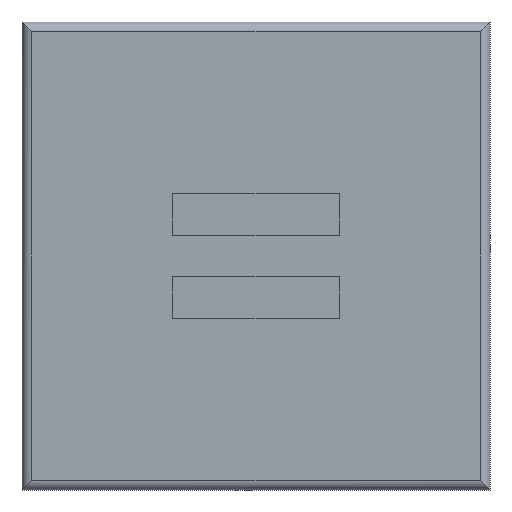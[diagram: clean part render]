
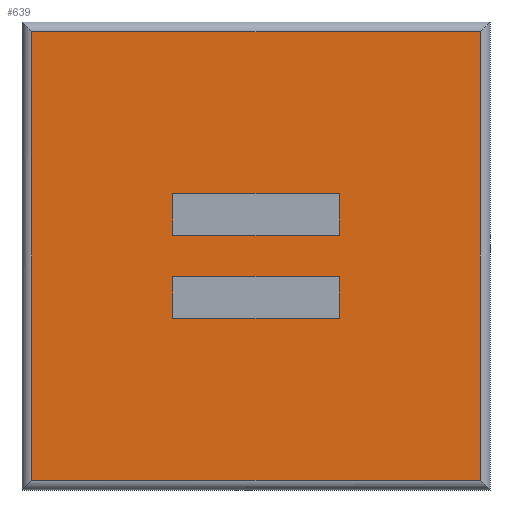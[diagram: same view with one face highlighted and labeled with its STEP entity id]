
A CAD part, front view. The second image highlights one B-rep face of the part: STEP entity #639.
In plain terms, the highlighted planar face has unit normal (0, -1, 0).
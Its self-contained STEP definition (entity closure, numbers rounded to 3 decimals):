
#23=FACE_BOUND('',#106,.T.);
#24=FACE_BOUND('',#107,.T.);
#37=PLANE('',#704);
#67=FACE_OUTER_BOUND('',#105,.T.);
#105=EDGE_LOOP('',(#469,#470,#471,#472));
#106=EDGE_LOOP('',(#473,#474,#475,#476));
#107=EDGE_LOOP('',(#477,#478,#479,#480));
#158=LINE('',#938,#230);
#159=LINE('',#942,#231);
#162=LINE('',#950,#234);
#164=LINE('',#954,#236);
#170=LINE('',#968,#242);
#171=LINE('',#970,#243);
#172=LINE('',#972,#244);
#173=LINE('',#973,#245);
#174=LINE('',#976,#246);
#175=LINE('',#978,#247);
#176=LINE('',#980,#248);
#177=LINE('',#981,#249);
#230=VECTOR('',#755,10.);
#231=VECTOR('',#760,10.);
#234=VECTOR('',#767,10.);
#236=VECTOR('',#773,10.);
#242=VECTOR('',#785,10.);
#243=VECTOR('',#786,10.);
#244=VECTOR('',#787,10.);
#245=VECTOR('',#788,10.);
#246=VECTOR('',#789,10.);
#247=VECTOR('',#790,10.);
#248=VECTOR('',#791,10.);
#249=VECTOR('',#792,10.);
#303=VERTEX_POINT('',#935);
#304=VERTEX_POINT('',#937);
#305=VERTEX_POINT('',#941);
#308=VERTEX_POINT('',#949);
#312=VERTEX_POINT('',#966);
#313=VERTEX_POINT('',#967);
#314=VERTEX_POINT('',#969);
#315=VERTEX_POINT('',#971);
#316=VERTEX_POINT('',#974);
#317=VERTEX_POINT('',#975);
#318=VERTEX_POINT('',#977);
#319=VERTEX_POINT('',#979);
#359=EDGE_CURVE('',#303,#304,#158,.T.);
#361=EDGE_CURVE('',#305,#303,#159,.T.);
#365=EDGE_CURVE('',#304,#308,#162,.T.);
#368=EDGE_CURVE('',#308,#305,#164,.T.);
#374=EDGE_CURVE('',#312,#313,#170,.T.);
#375=EDGE_CURVE('',#313,#314,#171,.T.);
#376=EDGE_CURVE('',#314,#315,#172,.T.);
#377=EDGE_CURVE('',#315,#312,#173,.T.);
#378=EDGE_CURVE('',#316,#317,#174,.T.);
#379=EDGE_CURVE('',#317,#318,#175,.T.);
#380=EDGE_CURVE('',#318,#319,#176,.T.);
#381=EDGE_CURVE('',#319,#316,#177,.T.);
#469=ORIENTED_EDGE('',*,*,#359,.F.);
#470=ORIENTED_EDGE('',*,*,#361,.F.);
#471=ORIENTED_EDGE('',*,*,#368,.F.);
#472=ORIENTED_EDGE('',*,*,#365,.F.);
#473=ORIENTED_EDGE('',*,*,#374,.T.);
#474=ORIENTED_EDGE('',*,*,#375,.T.);
#475=ORIENTED_EDGE('',*,*,#376,.T.);
#476=ORIENTED_EDGE('',*,*,#377,.T.);
#477=ORIENTED_EDGE('',*,*,#378,.T.);
#478=ORIENTED_EDGE('',*,*,#379,.T.);
#479=ORIENTED_EDGE('',*,*,#380,.T.);
#480=ORIENTED_EDGE('',*,*,#381,.T.);
#639=ADVANCED_FACE('',(#67,#23,#24),#37,.F.);
#704=AXIS2_PLACEMENT_3D('',#965,#783,#784);
#755=DIRECTION('',(0.,0.,1.));
#760=DIRECTION('',(-1.,0.,0.));
#767=DIRECTION('',(1.,0.,0.));
#773=DIRECTION('',(0.,0.,-1.));
#783=DIRECTION('center_axis',(0.,1.,0.));
#784=DIRECTION('ref_axis',(0.,0.,1.));
#785=DIRECTION('',(0.,0.,1.));
#786=DIRECTION('',(1.,0.,0.));
#787=DIRECTION('',(0.,0.,-1.));
#788=DIRECTION('',(-1.,0.,0.));
#789=DIRECTION('',(0.,0.,1.));
#790=DIRECTION('',(1.,0.,0.));
#791=DIRECTION('',(0.,0.,-1.));
#792=DIRECTION('',(-1.,0.,0.));
#935=CARTESIAN_POINT('',(-26.945,0.,-26.945));
#937=CARTESIAN_POINT('',(-26.945,0.,26.945));
#938=CARTESIAN_POINT('',(-26.945,0.,-14.072));
#941=CARTESIAN_POINT('',(26.945,0.,-26.945));
#942=CARTESIAN_POINT('',(14.072,0.,-26.945));
#949=CARTESIAN_POINT('',(26.945,0.,26.945));
#950=CARTESIAN_POINT('',(-14.072,0.,26.945));
#954=CARTESIAN_POINT('',(26.945,0.,14.072));
#965=CARTESIAN_POINT('Origin',(0.,0.,0.));
#966=CARTESIAN_POINT('',(-10.,0.,2.5));
#967=CARTESIAN_POINT('',(-10.,0.,7.5));
#968=CARTESIAN_POINT('',(-10.,0.,3.75));
#969=CARTESIAN_POINT('',(10.,0.,7.5));
#970=CARTESIAN_POINT('',(5.,0.,7.5));
#971=CARTESIAN_POINT('',(10.,0.,2.5));
#972=CARTESIAN_POINT('',(10.,0.,1.25));
#973=CARTESIAN_POINT('',(-5.,0.,2.5));
#974=CARTESIAN_POINT('',(-10.,0.,-7.5));
#975=CARTESIAN_POINT('',(-10.,0.,-2.5));
#976=CARTESIAN_POINT('',(-10.,0.,-1.25));
#977=CARTESIAN_POINT('',(10.,0.,-2.5));
#978=CARTESIAN_POINT('',(5.,0.,-2.5));
#979=CARTESIAN_POINT('',(10.,0.,-7.5));
#980=CARTESIAN_POINT('',(10.,0.,-3.75));
#981=CARTESIAN_POINT('',(-5.,0.,-7.5));
